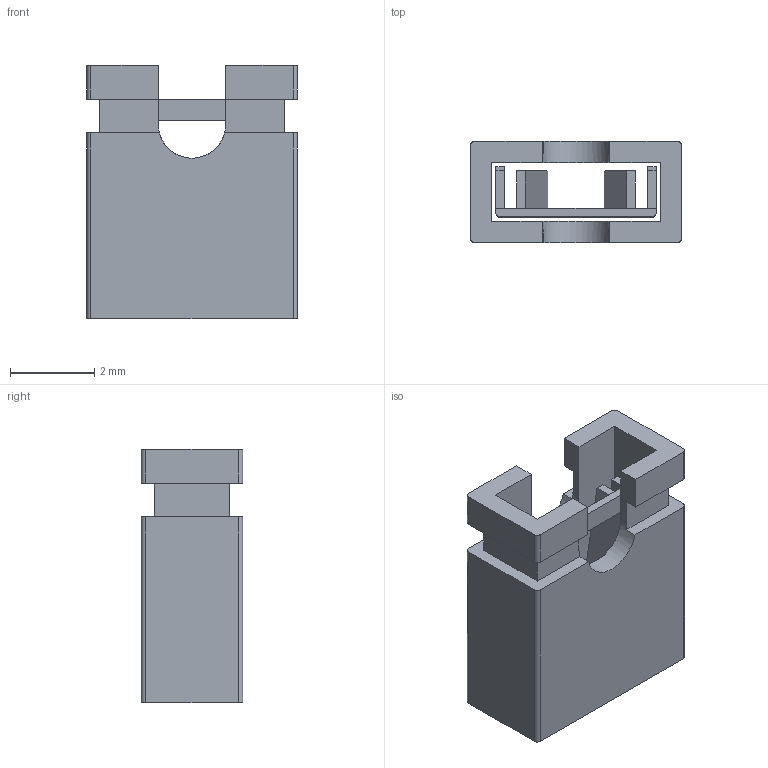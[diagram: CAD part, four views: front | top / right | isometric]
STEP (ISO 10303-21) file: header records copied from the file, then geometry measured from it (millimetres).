
FILE_DESCRIPTION (( 'STEP AP214' ), '1' );
FILE_NAME ('User Library-jumper 2.54mm.STEP', '2017-01-16T22:56:39', ( 'Windows User' ), ( '' ), 'SwSTEP 2.0', 'SolidWorks 2017', '' );
FILE_SCHEMA (( 'AUTOMOTIVE_DESIGN' ));
Length unit declared in the file: millimetre
Products named in the file (1): User Library-jumper 2.54mm
Bounding box: 5 x 2.4 x 6 mm (x, y, z)
Volume: 38.3 mm3; surface area: 223.6 mm2
Topology: 2 solids, 2 shells, 79 faces, 222 edges, 146 vertices
Faces by surface type: plane 63, cylinder 16
Entity records: 3438 total; most frequent: CARTESIAN_POINT 460, ORIENTED_EDGE 444, DIRECTION 408, EDGE_CURVE 222, LINE 188, VECTOR 188, VERTEX_POINT 146, AXIS2_PLACEMENT_3D 110
